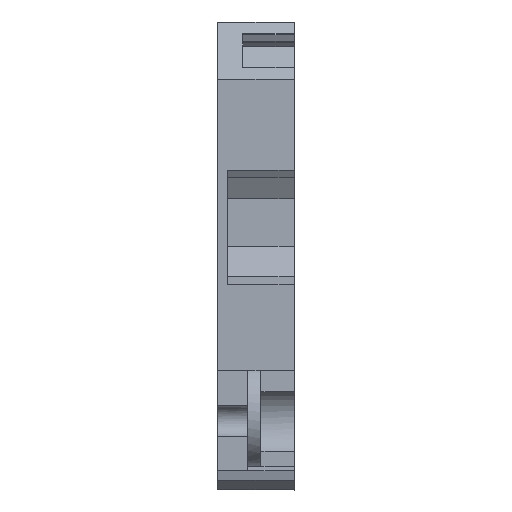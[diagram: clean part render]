
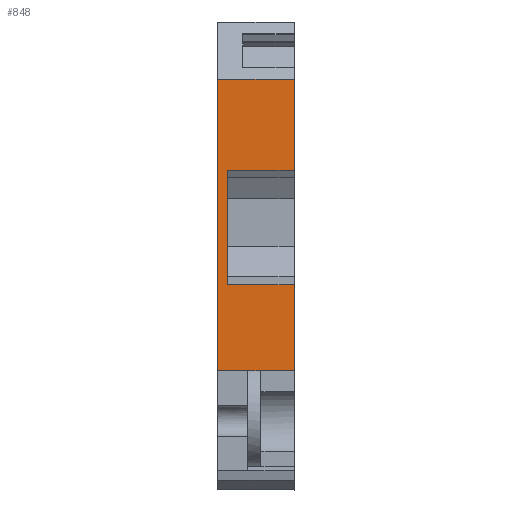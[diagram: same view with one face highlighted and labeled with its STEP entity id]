
A CAD part, front view. The second image highlights one B-rep face of the part: STEP entity #848.
In plain terms, the highlighted planar face has unit normal (0, -1, 0).
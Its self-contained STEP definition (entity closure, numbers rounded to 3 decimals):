
#796=AXIS2_PLACEMENT_3D('Plane Axis2P3D',#793,#794,#795) ;
#178=CARTESIAN_POINT('Vertex',(0.,0.,12.5)) ;
#181=CARTESIAN_POINT('Line Origine',(0.,0.,27.75)) ;
#185=CARTESIAN_POINT('Vertex',(0.,0.,43.)) ;
#777=CARTESIAN_POINT('Vertex',(8.,0.,12.5)) ;
#780=CARTESIAN_POINT('Line Origine',(4.,0.,12.5)) ;
#793=CARTESIAN_POINT('Axis2P3D Location',(0.,0.,12.5)) ;
#798=CARTESIAN_POINT('Line Origine',(8.,0.,17.)) ;
#802=CARTESIAN_POINT('Vertex',(8.,0.,21.5)) ;
#805=CARTESIAN_POINT('Line Origine',(4.5,0.,21.5)) ;
#809=CARTESIAN_POINT('Vertex',(1.,0.,21.5)) ;
#812=CARTESIAN_POINT('Line Origine',(1.,0.,27.5)) ;
#816=CARTESIAN_POINT('Vertex',(1.,0.,33.5)) ;
#819=CARTESIAN_POINT('Line Origine',(4.5,0.,33.5)) ;
#823=CARTESIAN_POINT('Vertex',(8.,0.,33.5)) ;
#826=CARTESIAN_POINT('Line Origine',(8.,0.,38.25)) ;
#830=CARTESIAN_POINT('Vertex',(8.,0.,43.)) ;
#833=CARTESIAN_POINT('Line Origine',(4.,0.,43.)) ;
#182=DIRECTION('Vector Direction',(0.,0.,-1.)) ;
#781=DIRECTION('Vector Direction',(-1.,0.,0.)) ;
#794=DIRECTION('Axis2P3D Direction',(0.,1.,0.)) ;
#795=DIRECTION('Axis2P3D XDirection',(0.,0.,1.)) ;
#799=DIRECTION('Vector Direction',(0.,0.,-1.)) ;
#806=DIRECTION('Vector Direction',(1.,0.,0.)) ;
#813=DIRECTION('Vector Direction',(0.,0.,-1.)) ;
#820=DIRECTION('Vector Direction',(-1.,0.,0.)) ;
#827=DIRECTION('Vector Direction',(0.,0.,-1.)) ;
#834=DIRECTION('Vector Direction',(1.,0.,0.)) ;
#183=VECTOR('Line Direction',#182,1.) ;
#782=VECTOR('Line Direction',#781,1.) ;
#800=VECTOR('Line Direction',#799,1.) ;
#807=VECTOR('Line Direction',#806,1.) ;
#814=VECTOR('Line Direction',#813,1.) ;
#821=VECTOR('Line Direction',#820,1.) ;
#828=VECTOR('Line Direction',#827,1.) ;
#835=VECTOR('Line Direction',#834,1.) ;
#839=ORIENTED_EDGE('',*,*,#784,.F.) ;
#840=ORIENTED_EDGE('',*,*,#804,.F.) ;
#841=ORIENTED_EDGE('',*,*,#811,.F.) ;
#842=ORIENTED_EDGE('',*,*,#818,.F.) ;
#843=ORIENTED_EDGE('',*,*,#825,.F.) ;
#844=ORIENTED_EDGE('',*,*,#832,.F.) ;
#845=ORIENTED_EDGE('',*,*,#837,.F.) ;
#846=ORIENTED_EDGE('',*,*,#187,.T.) ;
#848=ADVANCED_FACE('Koerper.2',(#847),#797,.F.) ;
#187=EDGE_CURVE('',#186,#179,#184,.T.) ;
#784=EDGE_CURVE('',#778,#179,#783,.T.) ;
#804=EDGE_CURVE('',#803,#778,#801,.T.) ;
#811=EDGE_CURVE('',#810,#803,#808,.T.) ;
#818=EDGE_CURVE('',#817,#810,#815,.T.) ;
#825=EDGE_CURVE('',#824,#817,#822,.T.) ;
#832=EDGE_CURVE('',#831,#824,#829,.T.) ;
#837=EDGE_CURVE('',#186,#831,#836,.T.) ;
#838=EDGE_LOOP('',(#839,#840,#841,#842,#843,#844,#845,#846)) ;
#847=FACE_OUTER_BOUND('',#838,.T.) ;
#184=LINE('Line',#181,#183) ;
#783=LINE('Line',#780,#782) ;
#801=LINE('Line',#798,#800) ;
#808=LINE('Line',#805,#807) ;
#815=LINE('Line',#812,#814) ;
#822=LINE('Line',#819,#821) ;
#829=LINE('Line',#826,#828) ;
#836=LINE('Line',#833,#835) ;
#797=PLANE('',#796) ;
#179=VERTEX_POINT('',#178) ;
#186=VERTEX_POINT('',#185) ;
#778=VERTEX_POINT('',#777) ;
#803=VERTEX_POINT('',#802) ;
#810=VERTEX_POINT('',#809) ;
#817=VERTEX_POINT('',#816) ;
#824=VERTEX_POINT('',#823) ;
#831=VERTEX_POINT('',#830) ;
